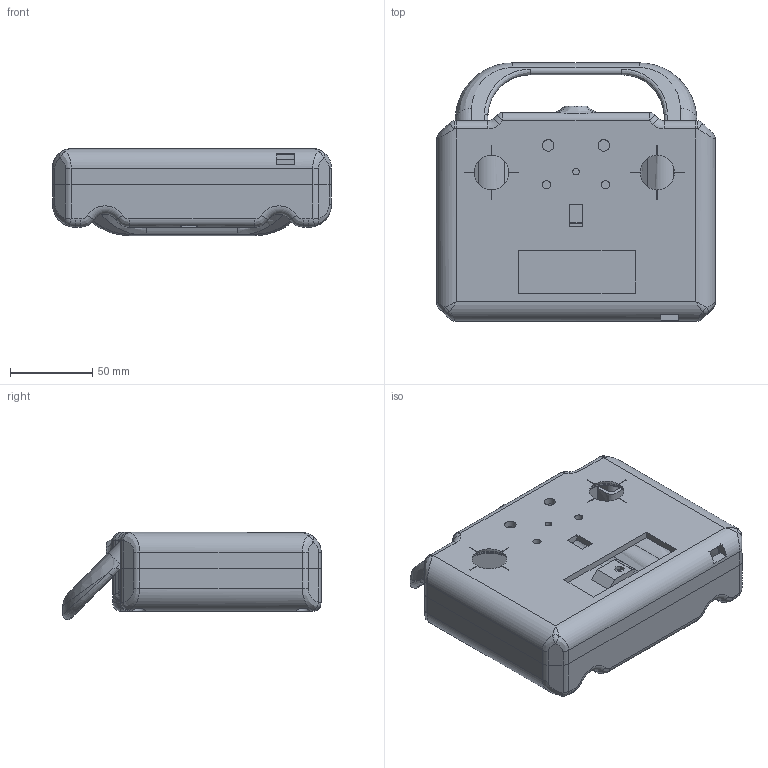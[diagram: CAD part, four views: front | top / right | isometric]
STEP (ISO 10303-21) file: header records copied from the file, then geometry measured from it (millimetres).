
FILE_DESCRIPTION(/* description */ (''),/* implementation_level */ '2;1');
FILE_NAME(/* name */ 'transmitter_case.stp',/* time_stamp */ '2020-10-15T14:09:04+03:00',/* author */ ('alex_'),/* organization */ (''),/* preprocessor_version */ 'ST-DEVELOPER v17.2',/* originating_system */ 'Autodesk Inventor 2019',/* authorisation */ '');
FILE_SCHEMA (('CONFIG_CONTROL_DESIGN'));
Length unit declared in the file: millimetre
Products named in the file (4): transmitter_case; transmitter_case_bottom; transmitter_case_top; battery_cover
Assembly tree (3 placements, depth 2):
  transmitter_case
    transmitter_case_bottom
    transmitter_case_top
    battery_cover
Bounding box: 170 x 157.36 x 53.11 mm (x, y, z)
Volume: 301163.9 mm3; surface area: 140654.6 mm2
Topology: 3 solids, 3 shells, 441 faces, 1201 edges, 765 vertices
Faces by surface type: plane 250, cylinder 103, bspline 55, torus 19, sphere 14
Full cylindrical faces by diameter (mm): 1.5 x2, 3 x4, 3.2 x6, 4 x5, 5 x2, 5.5 x3, 7 x2, 8 x4, 27.628 x1, 27.675 x1, 32 x2
Entity records: 16368 total; most frequent: CARTESIAN_POINT 5072, ORIENTED_EDGE 2394, DIRECTION 2242, EDGE_CURVE 1197, AXIS2_PLACEMENT_3D 766, VERTEX_POINT 765, LINE 710, VECTOR 710
